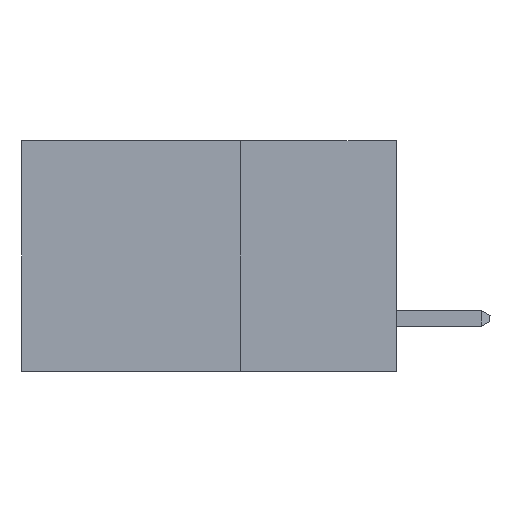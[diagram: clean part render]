
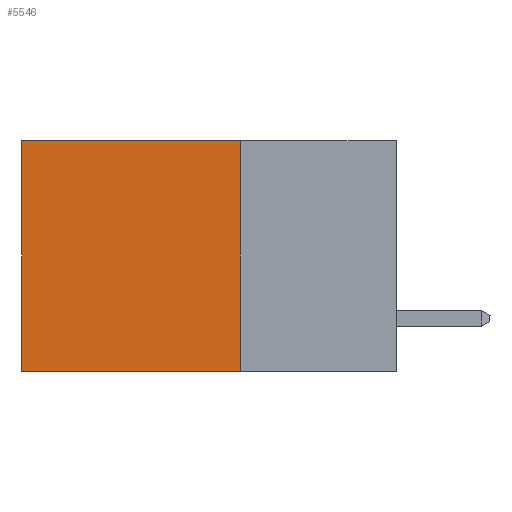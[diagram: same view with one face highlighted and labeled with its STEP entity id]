
A CAD part, left-side view. The second image highlights one B-rep face of the part: STEP entity #5546.
In plain terms, the highlighted planar face has unit normal (-1, 0, 0).
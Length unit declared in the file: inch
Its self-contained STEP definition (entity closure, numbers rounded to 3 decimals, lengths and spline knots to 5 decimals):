
#374 = ORIENTED_EDGE ( 'NONE', *, *, #22972, .T. ) ;
#1024 = VECTOR ( 'NONE', #19005, 39.37008 ) ;
#2092 = CARTESIAN_POINT ( 'NONE',  ( 0.298, 0.25, -0.37 ) ) ;
#2190 = LINE ( 'NONE', #18874, #3326 ) ;
#3326 = VECTOR ( 'NONE', #7802, 39.37008 ) ;
#4498 = ORIENTED_EDGE ( 'NONE', *, *, #13714, .F. ) ;
#5110 = LINE ( 'NONE', #20246, #9098 ) ;
#5546 = ADVANCED_FACE ( 'NONE', ( #9560 ), #16929, .F. ) ;
#7802 = DIRECTION ( 'NONE',  ( 0., 0., -1. ) ) ;
#8085 = CARTESIAN_POINT ( 'NONE',  ( 0.298, 0.25, -0.37 ) ) ;
#9098 = VECTOR ( 'NONE', #9286, 39.37008 ) ;
#9286 = DIRECTION ( 'NONE',  ( 0., 1., 0. ) ) ;
#9560 = FACE_OUTER_BOUND ( 'NONE', #17829, .T. ) ;
#10388 = CARTESIAN_POINT ( 'NONE',  ( 0.298, 0.25, 0. ) ) ;
#10476 = EDGE_CURVE ( 'NONE', #22863, #23254, #2190, .T. ) ;
#10566 = VERTEX_POINT ( 'NONE', #10388 ) ;
#11338 = LINE ( 'NONE', #2092, #1024 ) ;
#13493 = DIRECTION ( 'NONE',  ( 0., 0., -1. ) ) ;
#13714 = EDGE_CURVE ( 'NONE', #10566, #14101, #21390, .T. ) ;
#13840 = VECTOR ( 'NONE', #17046, 39.37008 ) ;
#14101 = VERTEX_POINT ( 'NONE', #8085 ) ;
#16929 = PLANE ( 'NONE',  #17409 ) ;
#17046 = DIRECTION ( 'NONE',  ( 0., 0., -1. ) ) ;
#17355 = CARTESIAN_POINT ( 'NONE',  ( 0.298, 0.25, 0. ) ) ;
#17409 = AXIS2_PLACEMENT_3D ( 'NONE', #18346, #20693, #13493 ) ;
#17829 = EDGE_LOOP ( 'NONE', ( #21937, #18683, #4498, #374 ) ) ;
#18346 = CARTESIAN_POINT ( 'NONE',  ( 0.298, 0.25, 0. ) ) ;
#18620 = EDGE_CURVE ( 'NONE', #14101, #23254, #11338, .T. ) ;
#18683 = ORIENTED_EDGE ( 'NONE', *, *, #18620, .F. ) ;
#18874 = CARTESIAN_POINT ( 'NONE',  ( 0.298, 0.6, 0. ) ) ;
#19005 = DIRECTION ( 'NONE',  ( 0., 1., 0. ) ) ;
#20246 = CARTESIAN_POINT ( 'NONE',  ( 0.298, 0.25, 0. ) ) ;
#20693 = DIRECTION ( 'NONE',  ( 1., 0., 0. ) ) ;
#21390 = LINE ( 'NONE', #17355, #13840 ) ;
#21711 = CARTESIAN_POINT ( 'NONE',  ( 0.298, 0.6, 0. ) ) ;
#21937 = ORIENTED_EDGE ( 'NONE', *, *, #10476, .T. ) ;
#22699 = CARTESIAN_POINT ( 'NONE',  ( 0.298, 0.6, -0.37 ) ) ;
#22863 = VERTEX_POINT ( 'NONE', #21711 ) ;
#22972 = EDGE_CURVE ( 'NONE', #10566, #22863, #5110, .T. ) ;
#23254 = VERTEX_POINT ( 'NONE', #22699 ) ;
